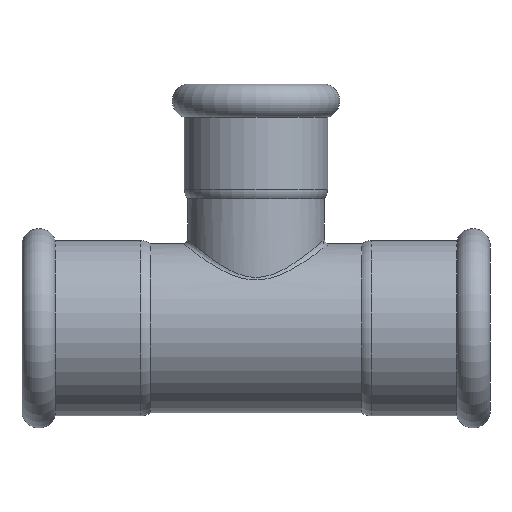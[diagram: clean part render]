
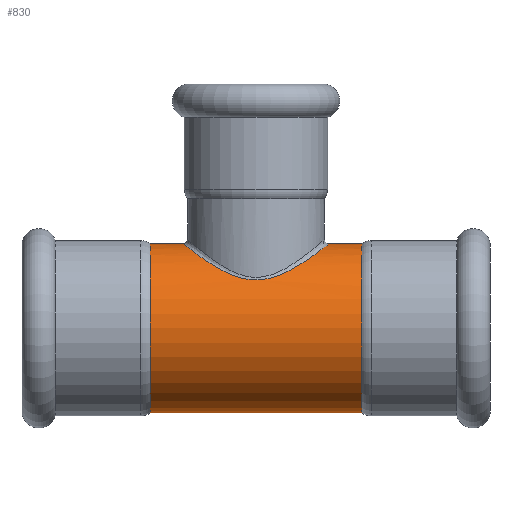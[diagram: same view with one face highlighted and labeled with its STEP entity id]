
A CAD part, front view. The second image highlights one B-rep face of the part: STEP entity #830.
In plain terms, the highlighted cylindrical face has radius 18.5 mm (diameter 37 mm), a full revolution.
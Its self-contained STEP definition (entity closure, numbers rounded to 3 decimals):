
#20=B_SPLINE_CURVE_WITH_KNOTS('',3,(#1845,#1846,#1847,#1848,#1849,#1850,
#1851,#1852,#1853,#1854,#1855,#1856,#1857,#1858,#1859,#1860,#1861,#1862,
#1863,#1864,#1865,#1866,#1867,#1868,#1869),.UNSPECIFIED.,.T.,.F.,(4,1,1,
1,1,1,1,1,1,1,1,1,1,1,1,1,1,1,1,1,1,1,4),(-9.722,-9.374,
-9.027,-8.333,-7.87,-7.407,
-6.944,-6.481,-6.018,-5.555,-5.092,
-4.861,-4.629,-4.398,-4.166,-3.241,
-2.778,-2.315,-1.852,-1.389,-0.694,
-0.347,0.),.UNSPECIFIED.);
#28=FACE_BOUND('',#157,.T.);
#45=LINE('',#1881,#67);
#67=VECTOR('',#1235,18.5);
#86=CYLINDRICAL_SURFACE('',#965,18.5);
#116=FACE_OUTER_BOUND('',#156,.T.);
#156=EDGE_LOOP('',(#687,#688,#689,#690,#691,#692,#693,#694));
#157=EDGE_LOOP('',(#695));
#249=CIRCLE('',#966,18.5);
#250=CIRCLE('',#967,18.5);
#251=CIRCLE('',#968,18.5);
#252=CIRCLE('',#969,18.5);
#253=CIRCLE('',#970,18.5);
#254=CIRCLE('',#971,18.5);
#351=VERTEX_POINT('',#1812);
#355=VERTEX_POINT('',#1875);
#356=VERTEX_POINT('',#1876);
#357=VERTEX_POINT('',#1878);
#358=VERTEX_POINT('',#1880);
#359=VERTEX_POINT('',#1882);
#360=VERTEX_POINT('',#1884);
#476=EDGE_CURVE('',#351,#351,#20,.T.);
#479=EDGE_CURVE('',#355,#356,#249,.T.);
#480=EDGE_CURVE('',#357,#355,#250,.T.);
#481=EDGE_CURVE('',#357,#358,#45,.T.);
#482=EDGE_CURVE('',#358,#359,#251,.T.);
#483=EDGE_CURVE('',#359,#360,#252,.T.);
#484=EDGE_CURVE('',#360,#358,#253,.T.);
#485=EDGE_CURVE('',#356,#357,#254,.T.);
#687=ORIENTED_EDGE('',*,*,#479,.F.);
#688=ORIENTED_EDGE('',*,*,#480,.F.);
#689=ORIENTED_EDGE('',*,*,#481,.T.);
#690=ORIENTED_EDGE('',*,*,#482,.T.);
#691=ORIENTED_EDGE('',*,*,#483,.T.);
#692=ORIENTED_EDGE('',*,*,#484,.T.);
#693=ORIENTED_EDGE('',*,*,#481,.F.);
#694=ORIENTED_EDGE('',*,*,#485,.F.);
#695=ORIENTED_EDGE('',*,*,#476,.F.);
#830=ADVANCED_FACE('',(#116,#28),#86,.T.);
#965=AXIS2_PLACEMENT_3D('',#1874,#1229,#1230);
#966=AXIS2_PLACEMENT_3D('',#1877,#1231,#1232);
#967=AXIS2_PLACEMENT_3D('',#1879,#1233,#1234);
#968=AXIS2_PLACEMENT_3D('',#1883,#1236,#1237);
#969=AXIS2_PLACEMENT_3D('',#1885,#1238,#1239);
#970=AXIS2_PLACEMENT_3D('',#1886,#1240,#1241);
#971=AXIS2_PLACEMENT_3D('',#1887,#1242,#1243);
#1229=DIRECTION('center_axis',(1.,0.,0.));
#1230=DIRECTION('ref_axis',(0.,1.,0.));
#1231=DIRECTION('center_axis',(1.,0.,0.));
#1232=DIRECTION('ref_axis',(0.,1.,0.));
#1233=DIRECTION('center_axis',(1.,0.,0.));
#1234=DIRECTION('ref_axis',(0.,1.,0.));
#1235=DIRECTION('',(-1.,0.,0.));
#1236=DIRECTION('center_axis',(1.,0.,0.));
#1237=DIRECTION('ref_axis',(0.,1.,0.));
#1238=DIRECTION('center_axis',(1.,0.,0.));
#1239=DIRECTION('ref_axis',(0.,1.,0.));
#1240=DIRECTION('center_axis',(1.,0.,0.));
#1241=DIRECTION('ref_axis',(0.,1.,0.));
#1242=DIRECTION('center_axis',(1.,0.,0.));
#1243=DIRECTION('ref_axis',(0.,1.,0.));
#1812=CARTESIAN_POINT('',(0.,15.179,10.575));
#1845=CARTESIAN_POINT('Ctrl Pts',(0.,15.179,
10.575));
#1846=CARTESIAN_POINT('Ctrl Pts',(-1.275,15.179,10.575));
#1847=CARTESIAN_POINT('Ctrl Pts',(-3.81,14.881,11.018));
#1848=CARTESIAN_POINT('Ctrl Pts',(-8.222,13.331,12.965));
#1849=CARTESIAN_POINT('Ctrl Pts',(-12.083,10.443,15.552));
#1850=CARTESIAN_POINT('Ctrl Pts',(-14.998,5.94,17.715));
#1851=CARTESIAN_POINT('Ctrl Pts',(-16.226,1.246,18.679));
#1852=CARTESIAN_POINT('Ctrl Pts',(-15.801,-3.673,18.342));
#1853=CARTESIAN_POINT('Ctrl Pts',(-13.879,-7.988,16.868));
#1854=CARTESIAN_POINT('Ctrl Pts',(-10.914,-11.371,14.746));
#1855=CARTESIAN_POINT('Ctrl Pts',(-7.186,-13.791,12.448));
#1856=CARTESIAN_POINT('Ctrl Pts',(-3.403,-14.981,10.867));
#1857=CARTESIAN_POINT('Ctrl Pts',(0.002,-15.246,10.477));
#1858=CARTESIAN_POINT('Ctrl Pts',(2.545,-15.048,10.769));
#1859=CARTESIAN_POINT('Ctrl Pts',(4.925,-14.503,11.501));
#1860=CARTESIAN_POINT('Ctrl Pts',(9.222,-12.832,13.499));
#1861=CARTESIAN_POINT('Ctrl Pts',(13.221,-9.426,16.385));
#1862=CARTESIAN_POINT('Ctrl Pts',(15.807,-3.675,18.338));
#1863=CARTESIAN_POINT('Ctrl Pts',(16.223,1.246,18.68));
#1864=CARTESIAN_POINT('Ctrl Pts',(14.999,5.939,17.715));
#1865=CARTESIAN_POINT('Ctrl Pts',(12.083,10.443,15.553));
#1866=CARTESIAN_POINT('Ctrl Pts',(8.223,13.331,12.965));
#1867=CARTESIAN_POINT('Ctrl Pts',(3.809,14.881,11.018));
#1868=CARTESIAN_POINT('Ctrl Pts',(1.275,15.179,10.575));
#1869=CARTESIAN_POINT('Ctrl Pts',(0.,15.179,
10.575));
#1874=CARTESIAN_POINT('Origin',(18.55,0.,0.));
#1875=CARTESIAN_POINT('',(23.15,18.5,0.));
#1876=CARTESIAN_POINT('',(23.15,0.,18.5));
#1877=CARTESIAN_POINT('Origin',(23.15,0.,0.));
#1878=CARTESIAN_POINT('',(23.15,-18.5,0.));
#1879=CARTESIAN_POINT('Origin',(23.15,0.,0.));
#1880=CARTESIAN_POINT('',(-23.15,-18.5,0.));
#1881=CARTESIAN_POINT('',(18.55,-18.5,0.));
#1882=CARTESIAN_POINT('',(-23.15,18.5,0.));
#1883=CARTESIAN_POINT('Origin',(-23.15,0.,0.));
#1884=CARTESIAN_POINT('',(-23.15,0.,18.5));
#1885=CARTESIAN_POINT('Origin',(-23.15,0.,0.));
#1886=CARTESIAN_POINT('Origin',(-23.15,0.,0.));
#1887=CARTESIAN_POINT('Origin',(23.15,0.,0.));
